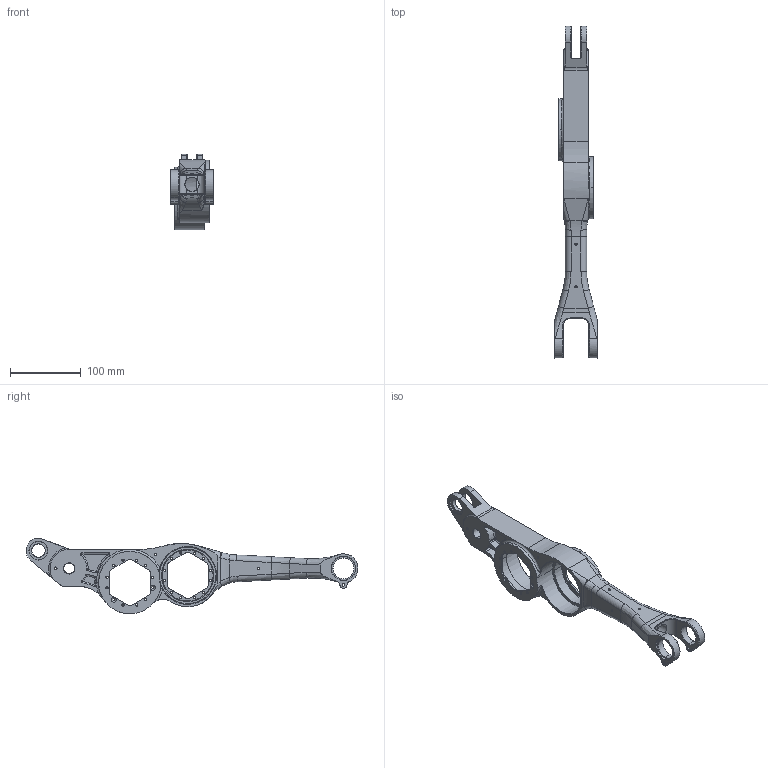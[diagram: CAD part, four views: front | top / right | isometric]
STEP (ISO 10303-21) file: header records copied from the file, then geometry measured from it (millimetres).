
FILE_DESCRIPTION (( 'STEP AP203' ), '1' );
FILE_NAME ('TA00-12-04-0001衵苤虯盓殤.step', '2025-06-04T07:59:27', ( '' ), ( 'HP' ), 'SwSTEP 2.0', 'SolidWorks 2023', '' );
FILE_SCHEMA (( 'CONFIG_CONTROL_DESIGN' ));
Length unit declared in the file: millimetre
Products named in the file (1): TA00-12-04-0001右小腿支架
Bounding box: 60.5 x 468.27 x 106.51 mm (x, y, z)
Volume: 421593.7 mm3; surface area: 116480.7 mm2
Topology: 1 solids, 1 shells, 435 faces, 1140 edges, 697 vertices
Faces by surface type: cylinder 198, plane 74, cone 70, torus 41, bspline 31, sphere 21
Entity records: 17543 total; most frequent: CARTESIAN_POINT 6692, DIRECTION 2338, ORIENTED_EDGE 2260, EDGE_CURVE 1130, AXIS2_PLACEMENT_3D 966, VERTEX_POINT 695, CIRCLE 561, EDGE_LOOP 519
